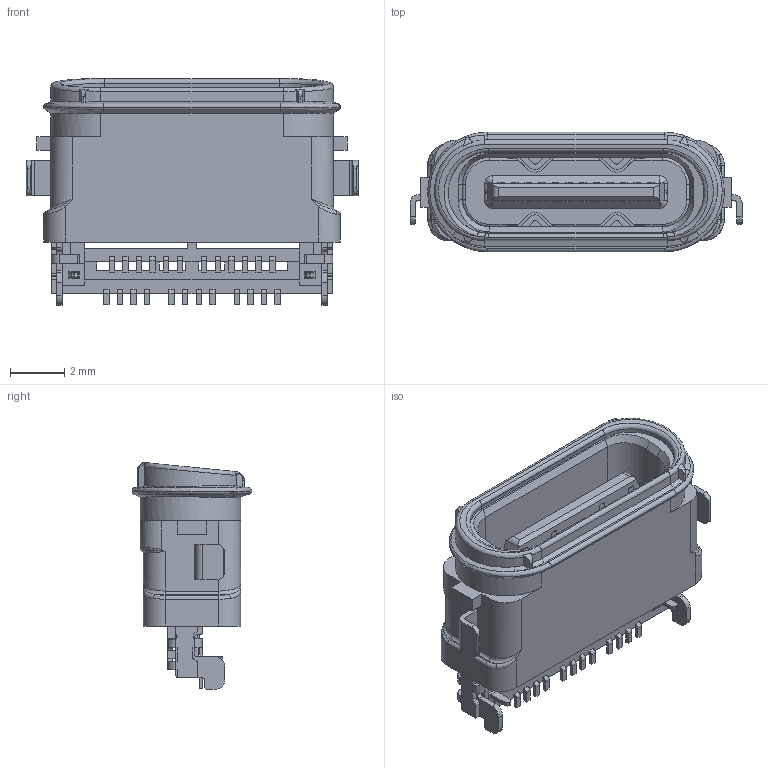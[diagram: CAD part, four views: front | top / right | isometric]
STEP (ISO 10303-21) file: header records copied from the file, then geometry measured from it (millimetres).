
FILE_DESCRIPTION (( 'STEP AP214' ), '1' );
FILE_NAME ('124018312112A.STEP', '2020-04-24T06:52:38', ( '' ), ( '' ), 'SwSTEP 2.0', 'SolidWorks 2017', '' );
FILE_SCHEMA (( 'AUTOMOTIVE_DESIGN' ));
Length unit declared in the file: millimetre
Products named in the file (1): 124018312112A
Bounding box: 12.2 x 4.4 x 8.34 mm (x, y, z)
Volume: 144.8 mm3; surface area: 740.8 mm2
Topology: 59 solids, 59 shells, 1117 faces, 2885 edges, 1867 vertices
Faces by surface type: plane 774, cylinder 265, bspline 48, torus 20, cone 10
Entity records: 36912 total; most frequent: CARTESIAN_POINT 9212, ORIENTED_EDGE 5746, DIRECTION 5372, EDGE_CURVE 2873, VECTOR 2140, LINE 2140, VERTEX_POINT 1867, AXIS2_PLACEMENT_3D 1616
